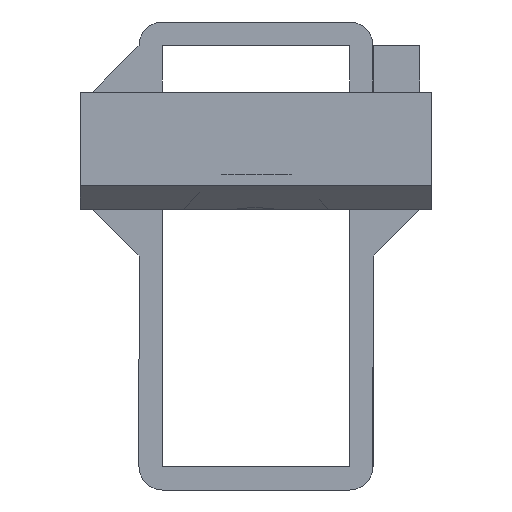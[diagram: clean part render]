
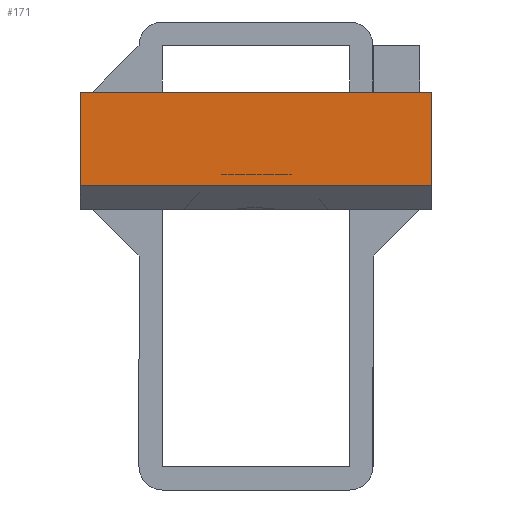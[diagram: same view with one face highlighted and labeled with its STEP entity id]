
A CAD part, left-side view. The second image highlights one B-rep face of the part: STEP entity #171.
In plain terms, the highlighted planar face has unit normal (-1, 0, 0).
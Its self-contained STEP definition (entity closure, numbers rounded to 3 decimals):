
#171=ADVANCED_FACE('',(#433),#434,.T.);
#433=FACE_OUTER_BOUND('',#815,.T.);
#434=PLANE('',#816);
#815=EDGE_LOOP('',(#1239,#1240,#1241,#1242));
#816=AXIS2_PLACEMENT_3D('',#1243,#1244,#1245);
#1239=ORIENTED_EDGE('',*,*,#2064,.F.);
#1240=ORIENTED_EDGE('',*,*,#2065,.T.);
#1241=ORIENTED_EDGE('',*,*,#2066,.T.);
#1242=ORIENTED_EDGE('',*,*,#2067,.T.);
#1243=CARTESIAN_POINT('',(-30.5,-15.0,0.));
#1244=DIRECTION('',(-1.0,0.0,0.));
#1245=DIRECTION('',(0.0,1.0,0.0));
#2064=EDGE_CURVE('',#2463,#2464,#2465,.T.);
#2065=EDGE_CURVE('',#2463,#2466,#2467,.T.);
#2066=EDGE_CURVE('',#2466,#2468,#2469,.T.);
#2067=EDGE_CURVE('',#2468,#2464,#2470,.T.);
#2463=VERTEX_POINT('',#2984);
#2464=VERTEX_POINT('',#2985);
#2465=LINE('',#2986,#2987);
#2466=VERTEX_POINT('',#2988);
#2467=LINE('',#2989,#2990);
#2468=VERTEX_POINT('',#2991);
#2469=LINE('',#2992,#2993);
#2470=LINE('',#2994,#2995);
#2984=CARTESIAN_POINT('',(-30.5,15.0,2.));
#2985=CARTESIAN_POINT('',(-30.5,15.0,10.));
#2986=CARTESIAN_POINT('',(-30.5,15.0,0.));
#2987=VECTOR('',#3720,1000.0);
#2988=CARTESIAN_POINT('',(-30.5,-15.0,2.));
#2989=CARTESIAN_POINT('',(-30.5,-15.0,2.));
#2990=VECTOR('',#3721,1000.0);
#2991=CARTESIAN_POINT('',(-30.5,-15.0,10.));
#2992=CARTESIAN_POINT('',(-30.5,-15.0,0.));
#2993=VECTOR('',#3722,1000.0);
#2994=CARTESIAN_POINT('',(-30.5,-15.0,10.));
#2995=VECTOR('',#3723,1000.0);
#3720=DIRECTION('',(0.,0.0,1.0));
#3721=DIRECTION('',(0.0,-1.0,0.0));
#3722=DIRECTION('',(0.,0.0,1.0));
#3723=DIRECTION('',(0.0,1.0,0.0));
